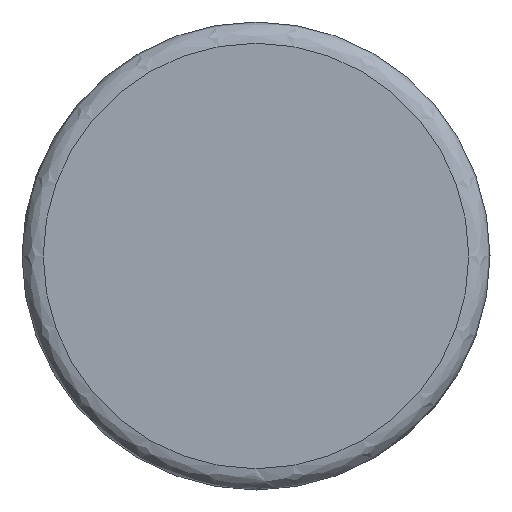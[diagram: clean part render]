
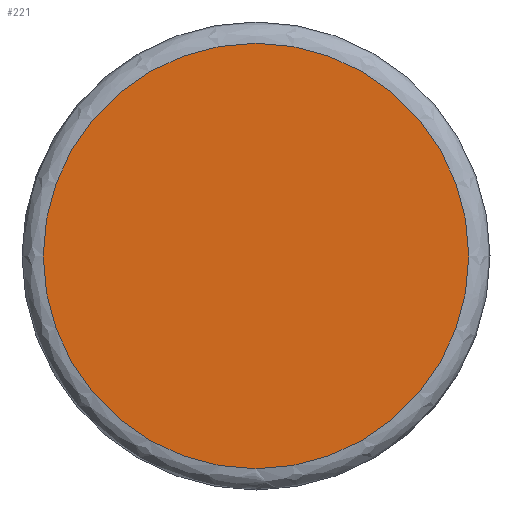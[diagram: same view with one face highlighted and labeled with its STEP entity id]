
A CAD part, left-side view. The second image highlights one B-rep face of the part: STEP entity #221.
In plain terms, the highlighted planar face has unit normal (-1, 0, 0).
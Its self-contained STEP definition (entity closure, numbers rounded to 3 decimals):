
#27=DIRECTION('',(-1.,0.,0.));
#44=DIRECTION('',(-1.,0.,0.));
#186=DIRECTION('',(0.,0.,-1.));
#198=EDGE_CURVE('',#199,#199,#201,.T.);
#199=VERTEX_POINT('',#200);
#200=CARTESIAN_POINT('',(-2.9,0.,0.1)  );
#201=CIRCLE('',#202,1.);
#202=AXIS2_PLACEMENT_3D('',#203,#27,#186);
#203=CARTESIAN_POINT('',(-2.9,0.,1.1));
#221=ADVANCED_FACE('',(#222),#225,.T.);
#222=FACE_BOUND('',#223,.F.);
#223=EDGE_LOOP('',(#224));
#224=ORIENTED_EDGE('',*,*,#198,.F.);
#225=PLANE('',#226);
#226=AXIS2_PLACEMENT_3D('',#203,#44,#186);
